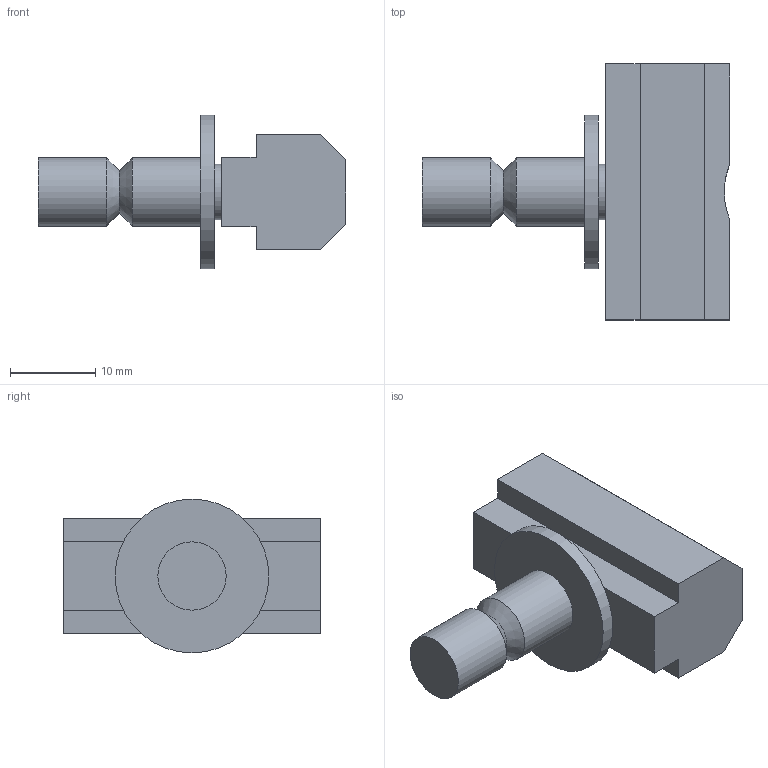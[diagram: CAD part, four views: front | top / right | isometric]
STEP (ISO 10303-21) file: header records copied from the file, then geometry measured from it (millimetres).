
FILE_DESCRIPTION(/* description */ (''),/* implementation_level */ '2;1');
FILE_NAME(/* name */ '700026.1.stp',/* time_stamp */ '2014-03-15T11:02:47+01:00',/* author */ ('jank'),/* organization */ ('Alutec K&K'),/* preprocessor_version */ 'ST-DEVELOPER v15.2',/* originating_system */ 'Autodesk Inventor 2014',/* authorisation */ '');
FILE_SCHEMA (('AUTOMOTIVE_DESIGN { 1 0 10303 214 3 1 1 }'));
Length unit declared in the file: millimetre
Products named in the file (1): 700026.1
Bounding box: 36 x 30 x 18 mm (x, y, z)
Volume: 6133 mm3; surface area: 3789.8 mm2
Topology: 4 solids, 4 shells, 46 faces, 97 edges, 62 vertices
Faces by surface type: plane 29, cylinder 10, cone 6, torus 1
Full cylindrical faces by diameter (mm): 3.242 x1, 4 x2, 6 x1, 6.5 x1, 6.7 x1, 7 x1, 8 x2, 18 x1
Entity records: 1217 total; most frequent: DIRECTION 196, CARTESIAN_POINT 189, ORIENTED_EDGE 156, EDGE_CURVE 78, AXIS2_PLACEMENT_3D 73, EDGE_LOOP 70, VERTEX_POINT 60, LINE 50
